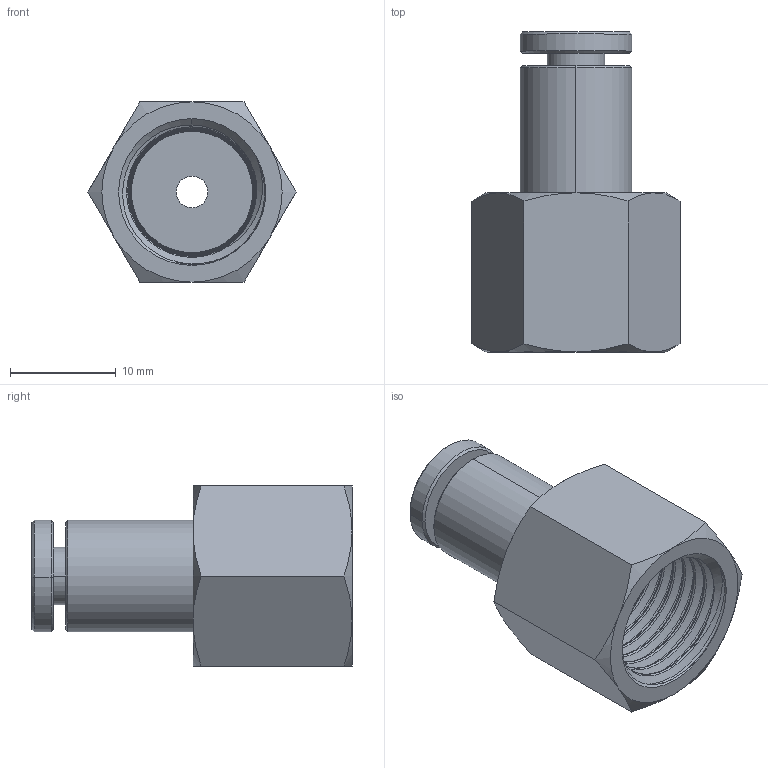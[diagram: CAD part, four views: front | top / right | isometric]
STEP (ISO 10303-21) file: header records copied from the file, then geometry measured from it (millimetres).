
FILE_DESCRIPTION (( 'STEP AP214' ), '1' );
FILE_NAME ('FCS4R1-4W.STEP', '2018-07-30T15:52:26', ( '' ), ( '' ), 'SwSTEP 2.0', 'SolidWorks 2016', '' );
FILE_SCHEMA (( 'AUTOMOTIVE_DESIGN' ));
Length unit declared in the file: millimetre
Products named in the file (1): FCS4R1-4W
Bounding box: 19.63 x 30.19 x 17 mm (x, y, z)
Volume: 3095 mm3; surface area: 3989.6 mm2
Topology: 6 solids, 6 shells, 321 faces, 1077 edges, 773 vertices
Faces by surface type: cone 132, plane 103, cylinder 58, bspline 26, torus 2
Entity records: 22525 total; most frequent: CARTESIAN_POINT 10335, ORIENTED_EDGE 2154, DIRECTION 1377, EDGE_CURVE 1077, VERTEX_POINT 773, AXIS2_PLACEMENT_3D 572, B_SPLINE_CURVE_WITH_KNOTS 565, EDGE_LOOP 338
